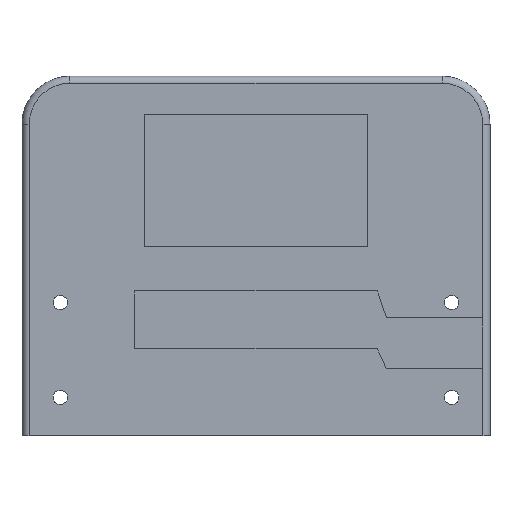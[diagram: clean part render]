
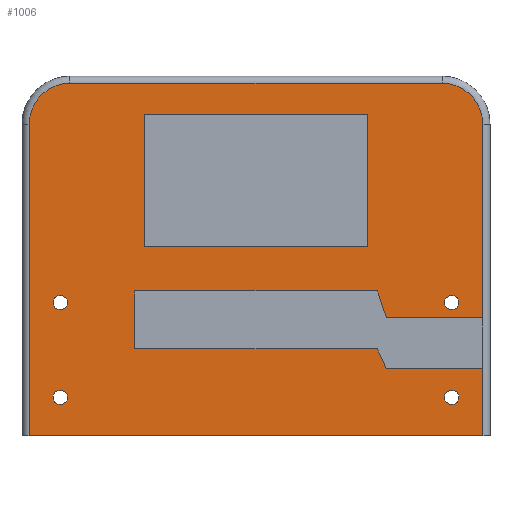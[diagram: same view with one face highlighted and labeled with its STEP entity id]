
A CAD part, left-side view. The second image highlights one B-rep face of the part: STEP entity #1006.
In plain terms, the highlighted planar face has unit normal (-1, 0, 0).
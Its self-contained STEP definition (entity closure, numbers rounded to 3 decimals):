
#24=FACE_BOUND('',#185,.T.);
#25=FACE_BOUND('',#186,.T.);
#26=FACE_BOUND('',#187,.T.);
#27=FACE_BOUND('',#188,.T.);
#28=FACE_BOUND('',#189,.T.);
#65=PLANE('',#1094);
#121=FACE_OUTER_BOUND('',#184,.T.);
#184=EDGE_LOOP('',(#916,#917,#918,#919,#920,#921,#922,#923,#924,#925,#926,
#927,#928,#929));
#185=EDGE_LOOP('',(#930));
#186=EDGE_LOOP('',(#931));
#187=EDGE_LOOP('',(#932,#933,#934,#935));
#188=EDGE_LOOP('',(#936));
#189=EDGE_LOOP('',(#937));
#190=LINE('',#1381,#296);
#193=LINE('',#1396,#299);
#195=LINE('',#1409,#301);
#197=LINE('',#1412,#303);
#208=LINE('',#1437,#314);
#269=LINE('',#1599,#375);
#272=LINE('',#1604,#378);
#274=LINE('',#1608,#380);
#276=LINE('',#1612,#382);
#278=LINE('',#1615,#384);
#281=LINE('',#1621,#387);
#283=LINE('',#1624,#389);
#286=LINE('',#1636,#392);
#289=LINE('',#1641,#395);
#291=LINE('',#1645,#397);
#293=LINE('',#1648,#399);
#296=VECTOR('',#1101,10.);
#299=VECTOR('',#1118,10.);
#301=VECTOR('',#1132,10.);
#303=VECTOR('',#1134,10.);
#314=VECTOR('',#1161,10.);
#375=VECTOR('',#1308,10.);
#378=VECTOR('',#1313,10.);
#380=VECTOR('',#1317,10.);
#382=VECTOR('',#1321,10.);
#384=VECTOR('',#1325,10.);
#387=VECTOR('',#1332,10.);
#389=VECTOR('',#1336,10.);
#392=VECTOR('',#1349,10.);
#395=VECTOR('',#1354,10.);
#397=VECTOR('',#1358,10.);
#399=VECTOR('',#1362,10.);
#406=CIRCLE('',#1015,8.5);
#410=CIRCLE('',#1021,8.5);
#430=CIRCLE('',#1083,1.5);
#431=CIRCLE('',#1085,1.5);
#432=CIRCLE('',#1091,1.5);
#433=CIRCLE('',#1093,1.5);
#435=VERTEX_POINT('',#1378);
#436=VERTEX_POINT('',#1380);
#438=VERTEX_POINT('',#1386);
#440=VERTEX_POINT('',#1392);
#442=VERTEX_POINT('',#1398);
#444=VERTEX_POINT('',#1404);
#446=VERTEX_POINT('',#1408);
#447=VERTEX_POINT('',#1410);
#510=VERTEX_POINT('',#1597);
#511=VERTEX_POINT('',#1598);
#512=VERTEX_POINT('',#1603);
#513=VERTEX_POINT('',#1607);
#514=VERTEX_POINT('',#1611);
#515=VERTEX_POINT('',#1620);
#516=VERTEX_POINT('',#1626);
#517=VERTEX_POINT('',#1630);
#518=VERTEX_POINT('',#1634);
#519=VERTEX_POINT('',#1635);
#520=VERTEX_POINT('',#1640);
#521=VERTEX_POINT('',#1644);
#522=VERTEX_POINT('',#1650);
#523=VERTEX_POINT('',#1654);
#525=EDGE_CURVE('',#435,#436,#190,.T.);
#530=EDGE_CURVE('',#436,#438,#406,.T.);
#533=EDGE_CURVE('',#438,#440,#193,.T.);
#536=EDGE_CURVE('',#440,#442,#410,.T.);
#539=EDGE_CURVE('',#442,#446,#195,.T.);
#541=EDGE_CURVE('',#447,#444,#197,.T.);
#554=EDGE_CURVE('',#444,#435,#208,.T.);
#631=EDGE_CURVE('',#510,#511,#269,.T.);
#634=EDGE_CURVE('',#512,#510,#272,.T.);
#636=EDGE_CURVE('',#513,#512,#274,.T.);
#638=EDGE_CURVE('',#514,#513,#276,.T.);
#640=EDGE_CURVE('',#446,#514,#278,.T.);
#643=EDGE_CURVE('',#515,#447,#281,.T.);
#645=EDGE_CURVE('',#511,#515,#283,.T.);
#647=EDGE_CURVE('',#516,#516,#430,.T.);
#649=EDGE_CURVE('',#517,#517,#431,.T.);
#650=EDGE_CURVE('',#518,#519,#286,.T.);
#653=EDGE_CURVE('',#520,#518,#289,.T.);
#655=EDGE_CURVE('',#521,#520,#291,.T.);
#657=EDGE_CURVE('',#519,#521,#293,.T.);
#659=EDGE_CURVE('',#522,#522,#432,.T.);
#661=EDGE_CURVE('',#523,#523,#433,.T.);
#916=ORIENTED_EDGE('',*,*,#525,.F.);
#917=ORIENTED_EDGE('',*,*,#554,.F.);
#918=ORIENTED_EDGE('',*,*,#541,.F.);
#919=ORIENTED_EDGE('',*,*,#643,.F.);
#920=ORIENTED_EDGE('',*,*,#645,.F.);
#921=ORIENTED_EDGE('',*,*,#631,.F.);
#922=ORIENTED_EDGE('',*,*,#634,.F.);
#923=ORIENTED_EDGE('',*,*,#636,.F.);
#924=ORIENTED_EDGE('',*,*,#638,.F.);
#925=ORIENTED_EDGE('',*,*,#640,.F.);
#926=ORIENTED_EDGE('',*,*,#539,.F.);
#927=ORIENTED_EDGE('',*,*,#536,.F.);
#928=ORIENTED_EDGE('',*,*,#533,.F.);
#929=ORIENTED_EDGE('',*,*,#530,.F.);
#930=ORIENTED_EDGE('',*,*,#661,.F.);
#931=ORIENTED_EDGE('',*,*,#659,.F.);
#932=ORIENTED_EDGE('',*,*,#657,.F.);
#933=ORIENTED_EDGE('',*,*,#650,.F.);
#934=ORIENTED_EDGE('',*,*,#653,.F.);
#935=ORIENTED_EDGE('',*,*,#655,.F.);
#936=ORIENTED_EDGE('',*,*,#649,.F.);
#937=ORIENTED_EDGE('',*,*,#647,.F.);
#1006=ADVANCED_FACE('',(#121,#24,#25,#26,#27,#28),#65,.F.);
#1015=AXIS2_PLACEMENT_3D('',#1390,#1111,#1112);
#1021=AXIS2_PLACEMENT_3D('',#1402,#1125,#1126);
#1083=AXIS2_PLACEMENT_3D('',#1628,#1340,#1341);
#1085=AXIS2_PLACEMENT_3D('',#1632,#1345,#1346);
#1091=AXIS2_PLACEMENT_3D('',#1652,#1366,#1367);
#1093=AXIS2_PLACEMENT_3D('',#1656,#1371,#1372);
#1094=AXIS2_PLACEMENT_3D('',#1657,#1373,#1374);
#1101=DIRECTION('',(0.,0.,1.));
#1111=DIRECTION('center_axis',(1.,0.,0.));
#1112=DIRECTION('ref_axis',(0.,0.707,0.707));
#1118=DIRECTION('',(0.,-1.,0.));
#1125=DIRECTION('center_axis',(1.,0.,0.));
#1126=DIRECTION('ref_axis',(0.,-0.707,0.707));
#1132=DIRECTION('',(0.,0.,-1.));
#1134=DIRECTION('',(0.,0.,-1.));
#1161=DIRECTION('',(0.,1.,0.));
#1308=DIRECTION('',(0.,-1.,0.));
#1313=DIRECTION('',(0.,0.,-1.));
#1317=DIRECTION('',(0.,1.,0.));
#1321=DIRECTION('',(0.,0.321,0.947));
#1325=DIRECTION('',(0.,1.,0.));
#1332=DIRECTION('',(0.,-1.,0.));
#1336=DIRECTION('',(0.,-0.419,-0.908));
#1340=DIRECTION('center_axis',(-1.,0.,0.));
#1341=DIRECTION('ref_axis',(0.,1.,0.));
#1345=DIRECTION('center_axis',(-1.,0.,0.));
#1346=DIRECTION('ref_axis',(0.,1.,0.));
#1349=DIRECTION('',(0.,0.,-1.));
#1354=DIRECTION('',(0.,1.,0.));
#1358=DIRECTION('',(0.,0.,1.));
#1362=DIRECTION('',(0.,-1.,0.));
#1366=DIRECTION('center_axis',(-1.,0.,0.));
#1367=DIRECTION('ref_axis',(0.,1.,0.));
#1371=DIRECTION('center_axis',(-1.,0.,0.));
#1372=DIRECTION('ref_axis',(0.,1.,0.));
#1373=DIRECTION('center_axis',(1.,0.,0.));
#1374=DIRECTION('ref_axis',(0.,1.,0.));
#1378=CARTESIAN_POINT('',(119.6,67.3,7.253));
#1380=CARTESIAN_POINT('',(119.6,67.3,72.253));
#1381=CARTESIAN_POINT('',(119.6,67.3,26.003));
#1386=CARTESIAN_POINT('',(119.6,58.8,80.753));
#1390=CARTESIAN_POINT('Origin',(119.6,58.8,72.253));
#1392=CARTESIAN_POINT('',(119.6,-18.8,80.753));
#1396=CARTESIAN_POINT('',(119.6,44.4,80.753));
#1398=CARTESIAN_POINT('',(119.6,-27.3,72.253));
#1402=CARTESIAN_POINT('Origin',(119.6,-18.8,72.253));
#1404=CARTESIAN_POINT('',(119.6,-27.3,7.253));
#1408=CARTESIAN_POINT('',(119.6,-27.3,31.853));
#1409=CARTESIAN_POINT('',(119.6,-27.3,63.503));
#1410=CARTESIAN_POINT('',(119.6,-27.3,21.253));
#1412=CARTESIAN_POINT('',(119.6,-27.3,63.503));
#1437=CARTESIAN_POINT('',(119.6,-28.8,7.253));
#1597=CARTESIAN_POINT('',(119.6,45.3,25.378));
#1598=CARTESIAN_POINT('',(119.6,-5.3,25.378));
#1599=CARTESIAN_POINT('',(119.6,45.3,25.378));
#1603=CARTESIAN_POINT('',(119.6,45.3,37.463));
#1604=CARTESIAN_POINT('',(119.6,45.3,42.453));
#1607=CARTESIAN_POINT('',(119.6,-5.3,37.463));
#1608=CARTESIAN_POINT('',(119.6,-5.3,37.463));
#1611=CARTESIAN_POINT('',(119.6,-7.202,31.853));
#1612=CARTESIAN_POINT('',(119.6,-7.202,31.853));
#1615=CARTESIAN_POINT('',(119.6,-27.3,31.853));
#1620=CARTESIAN_POINT('',(119.6,-7.202,21.253));
#1621=CARTESIAN_POINT('',(119.6,-7.202,21.253));
#1624=CARTESIAN_POINT('',(119.6,-7.202,21.253));
#1626=CARTESIAN_POINT('',(119.6,59.3,15.253));
#1628=CARTESIAN_POINT('Origin',(119.6,60.8,15.253));
#1630=CARTESIAN_POINT('',(119.6,59.3,35.053));
#1632=CARTESIAN_POINT('Origin',(119.6,60.8,35.053));
#1634=CARTESIAN_POINT('',(119.6,43.3,74.24));
#1635=CARTESIAN_POINT('',(119.6,43.3,46.64));
#1636=CARTESIAN_POINT('',(119.6,43.3,74.24));
#1640=CARTESIAN_POINT('',(119.6,-3.3,74.24));
#1641=CARTESIAN_POINT('',(119.6,-3.3,74.24));
#1644=CARTESIAN_POINT('',(119.6,-3.3,46.64));
#1645=CARTESIAN_POINT('',(119.6,-3.3,46.64));
#1648=CARTESIAN_POINT('',(119.6,43.3,46.64));
#1650=CARTESIAN_POINT('',(119.6,-22.3,35.053));
#1652=CARTESIAN_POINT('Origin',(119.6,-20.8,35.053));
#1654=CARTESIAN_POINT('',(119.6,-22.3,15.253));
#1656=CARTESIAN_POINT('Origin',(119.6,-20.8,15.253));
#1657=CARTESIAN_POINT('Origin',(119.6,20.,44.753));
